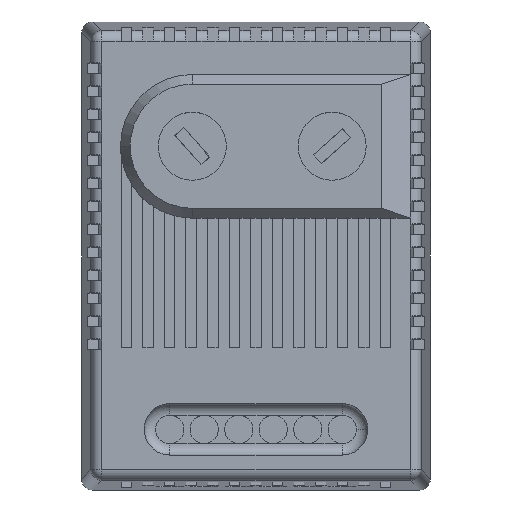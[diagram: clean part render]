
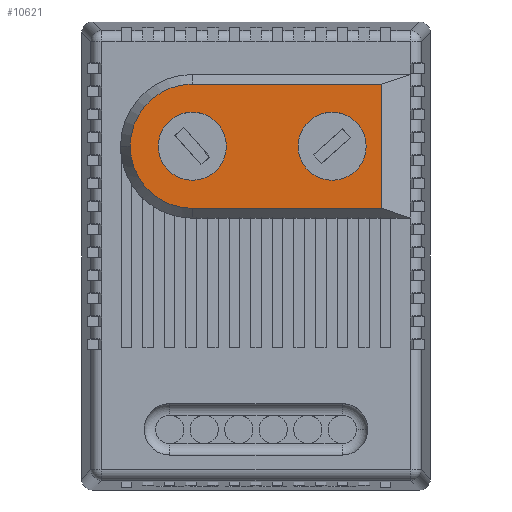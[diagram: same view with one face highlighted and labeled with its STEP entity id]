
A CAD part, top view. The second image highlights one B-rep face of the part: STEP entity #10621.
In plain terms, the highlighted planar face has unit normal (0, 0, 1).
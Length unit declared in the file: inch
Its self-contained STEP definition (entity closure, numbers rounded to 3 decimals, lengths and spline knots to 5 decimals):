
#167 = DIRECTION ( 'NONE',  ( 1., 0., 0. ) ) ;
#269 = LINE ( 'NONE', #3220, #8940 ) ;
#417 = AXIS2_PLACEMENT_3D ( 'NONE', #8345, #19781, #10001 ) ;
#615 = CARTESIAN_POINT ( 'NONE',  ( -0.5525, 0.6175, 1.645 ) ) ;
#778 = CIRCLE ( 'NONE', #16248, 0.35082 ) ;
#1081 = DIRECTION ( 'NONE',  ( 1., 0., 0. ) ) ;
#1286 = DIRECTION ( 'NONE',  ( 1., 0., 0. ) ) ;
#1539 = EDGE_CURVE ( 'NONE', #15243, #6513, #269, .T. ) ;
#1839 = VERTEX_POINT ( 'NONE', #615 ) ;
#2128 = CIRCLE ( 'NONE', #13738, 0.1925 ) ;
#2476 = CARTESIAN_POINT ( 'NONE',  ( 0.70839, 0.96832, 1.645 ) ) ;
#2912 = EDGE_LOOP ( 'NONE', ( #18176, #11077, #17641, #9039, #14426 ) ) ;
#2920 = AXIS2_PLACEMENT_3D ( 'NONE', #19708, #9933, #167 ) ;
#2922 = CIRCLE ( 'NONE', #2920, 0.1925 ) ;
#3220 = CARTESIAN_POINT ( 'NONE',  ( 0.87293, 0.26668, 1.645 ) ) ;
#3222 = VECTOR ( 'NONE', #6645, 39.37008 ) ;
#3225 = CARTESIAN_POINT ( 'NONE',  ( -0.36, 0.6175, 1.645 ) ) ;
#3572 = VERTEX_POINT ( 'NONE', #5690 ) ;
#3575 = CIRCLE ( 'NONE', #17957, 0.1925 ) ;
#3677 = ORIENTED_EDGE ( 'NONE', *, *, #4387, .F. ) ;
#4387 = EDGE_CURVE ( 'NONE', #6233, #3572, #2922, .T. ) ;
#4494 = VERTEX_POINT ( 'NONE', #2476 ) ;
#4515 = DIRECTION ( 'NONE',  ( -1., 0., 0. ) ) ;
#4630 = VERTEX_POINT ( 'NONE', #12720 ) ;
#4846 = DIRECTION ( 'NONE',  ( 1., 0., 0. ) ) ;
#5690 = CARTESIAN_POINT ( 'NONE',  ( 0.2375, 0.6175, 1.645 ) ) ;
#5836 = CARTESIAN_POINT ( 'NONE',  ( -0.36, 0.26668, 1.645 ) ) ;
#6233 = VERTEX_POINT ( 'NONE', #12822 ) ;
#6513 = VERTEX_POINT ( 'NONE', #15172 ) ;
#6645 = DIRECTION ( 'NONE',  ( 0., 1., 0. ) ) ;
#6709 = DIRECTION ( 'NONE',  ( 0., 0., 1. ) ) ;
#7406 = EDGE_CURVE ( 'NONE', #4630, #15490, #18789, .T. ) ;
#7554 = LINE ( 'NONE', #13151, #3222 ) ;
#8291 = CIRCLE ( 'NONE', #10310, 0.1925 ) ;
#8345 = CARTESIAN_POINT ( 'NONE',  ( -0.36, 0.6175, 1.645 ) ) ;
#8940 = VECTOR ( 'NONE', #14595, 39.37008 ) ;
#9039 = ORIENTED_EDGE ( 'NONE', *, *, #7406, .T. ) ;
#9410 = CARTESIAN_POINT ( 'NONE',  ( -0.36, 0.96832, 1.645 ) ) ;
#9432 = DIRECTION ( 'NONE',  ( 0., 0., 1. ) ) ;
#9933 = DIRECTION ( 'NONE',  ( 0., 0., 1. ) ) ;
#10001 = DIRECTION ( 'NONE',  ( 1., 0., 0. ) ) ;
#10310 = AXIS2_PLACEMENT_3D ( 'NONE', #20847, #11056, #1286 ) ;
#10621 = ADVANCED_FACE ( 'NONE', ( #20104, #15255, #19586 ), #18045, .T. ) ;
#10882 = DIRECTION ( 'NONE',  ( 0., 0., 1. ) ) ;
#11056 = DIRECTION ( 'NONE',  ( 0., 0., 1. ) ) ;
#11077 = ORIENTED_EDGE ( 'NONE', *, *, #13870, .T. ) ;
#11221 = EDGE_LOOP ( 'NONE', ( #3677, #15416 ) ) ;
#12657 = LINE ( 'NONE', #9410, #20817 ) ;
#12720 = CARTESIAN_POINT ( 'NONE',  ( -0.36, 0.96832, 1.645 ) ) ;
#12822 = CARTESIAN_POINT ( 'NONE',  ( 0.6225, 0.6175, 1.645 ) ) ;
#13002 = EDGE_CURVE ( 'NONE', #14927, #1839, #3575, .T. ) ;
#13151 = CARTESIAN_POINT ( 'NONE',  ( 0.70839, 0.96832, 1.645 ) ) ;
#13738 = AXIS2_PLACEMENT_3D ( 'NONE', #3225, #14597, #4846 ) ;
#13870 = EDGE_CURVE ( 'NONE', #6513, #4494, #7554, .T. ) ;
#14113 = ORIENTED_EDGE ( 'NONE', *, *, #13002, .F. ) ;
#14358 = EDGE_CURVE ( 'NONE', #1839, #14927, #2128, .T. ) ;
#14426 = ORIENTED_EDGE ( 'NONE', *, *, #17873, .T. ) ;
#14595 = DIRECTION ( 'NONE',  ( 1., 0., 0. ) ) ;
#14597 = DIRECTION ( 'NONE',  ( 0., 0., 1. ) ) ;
#14927 = VERTEX_POINT ( 'NONE', #19828 ) ;
#15172 = CARTESIAN_POINT ( 'NONE',  ( 0.70839, 0.26668, 1.645 ) ) ;
#15243 = VERTEX_POINT ( 'NONE', #5836 ) ;
#15255 = FACE_BOUND ( 'NONE', #19255, .T. ) ;
#15416 = ORIENTED_EDGE ( 'NONE', *, *, #21047, .F. ) ;
#15490 = VERTEX_POINT ( 'NONE', #21146 ) ;
#16248 = AXIS2_PLACEMENT_3D ( 'NONE', #16492, #6709, #18115 ) ;
#16492 = CARTESIAN_POINT ( 'NONE',  ( -0.36, 0.6175, 1.645 ) ) ;
#17641 = ORIENTED_EDGE ( 'NONE', *, *, #21050, .T. ) ;
#17873 = EDGE_CURVE ( 'NONE', #15490, #15243, #778, .T. ) ;
#17957 = AXIS2_PLACEMENT_3D ( 'NONE', #19223, #9432, #20862 ) ;
#18045 = PLANE ( 'NONE',  #417 ) ;
#18115 = DIRECTION ( 'NONE',  ( 1., 0., 0. ) ) ;
#18176 = ORIENTED_EDGE ( 'NONE', *, *, #1539, .T. ) ;
#18287 = AXIS2_PLACEMENT_3D ( 'NONE', #20652, #10882, #1081 ) ;
#18789 = CIRCLE ( 'NONE', #18287, 0.35082 ) ;
#18833 = ORIENTED_EDGE ( 'NONE', *, *, #14358, .F. ) ;
#19223 = CARTESIAN_POINT ( 'NONE',  ( -0.36, 0.6175, 1.645 ) ) ;
#19255 = EDGE_LOOP ( 'NONE', ( #14113, #18833 ) ) ;
#19586 = FACE_OUTER_BOUND ( 'NONE', #2912, .T. ) ;
#19708 = CARTESIAN_POINT ( 'NONE',  ( 0.43, 0.6175, 1.645 ) ) ;
#19781 = DIRECTION ( 'NONE',  ( 0., 0., 1. ) ) ;
#19828 = CARTESIAN_POINT ( 'NONE',  ( -0.1675, 0.6175, 1.645 ) ) ;
#20104 = FACE_BOUND ( 'NONE', #11221, .T. ) ;
#20652 = CARTESIAN_POINT ( 'NONE',  ( -0.36, 0.6175, 1.645 ) ) ;
#20817 = VECTOR ( 'NONE', #4515, 39.37008 ) ;
#20847 = CARTESIAN_POINT ( 'NONE',  ( 0.43, 0.6175, 1.645 ) ) ;
#20862 = DIRECTION ( 'NONE',  ( 1., 0., 0. ) ) ;
#21047 = EDGE_CURVE ( 'NONE', #3572, #6233, #8291, .T. ) ;
#21050 = EDGE_CURVE ( 'NONE', #4494, #4630, #12657, .T. ) ;
#21146 = CARTESIAN_POINT ( 'NONE',  ( -0.71082, 0.6175, 1.645 ) ) ;
